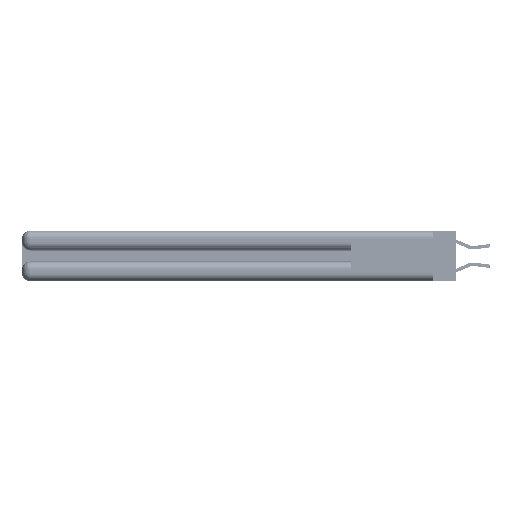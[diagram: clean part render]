
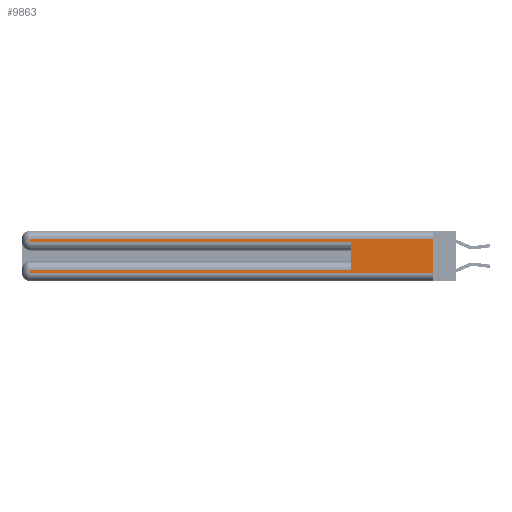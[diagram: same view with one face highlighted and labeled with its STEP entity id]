
A CAD part, left-side view. The second image highlights one B-rep face of the part: STEP entity #9863.
In plain terms, the highlighted planar face has unit normal (-1, 0, 0).
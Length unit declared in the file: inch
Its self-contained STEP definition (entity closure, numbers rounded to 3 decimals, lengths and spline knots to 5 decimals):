
#156 = VECTOR ( 'NONE', #5466, 39.37008 ) ;
#604 = CARTESIAN_POINT ( 'NONE',  ( 0., 2.94, 0.31 ) ) ;
#2152 = ORIENTED_EDGE ( 'NONE', *, *, #26041, .F. ) ;
#2503 = VERTEX_POINT ( 'NONE', #8757 ) ;
#2580 = EDGE_CURVE ( 'NONE', #32743, #10213, #19825, .T. ) ;
#3504 = EDGE_LOOP ( 'NONE', ( #2152, #4860, #14022, #24772, #34024, #23153, #6510, #37283 ) ) ;
#4279 = CARTESIAN_POINT ( 'NONE',  ( 0., 0.6, 0.085 ) ) ;
#4312 = VERTEX_POINT ( 'NONE', #604 ) ;
#4860 = ORIENTED_EDGE ( 'NONE', *, *, #22694, .T. ) ;
#4944 = LINE ( 'NONE', #11052, #27710 ) ;
#5283 = VERTEX_POINT ( 'NONE', #22945 ) ;
#5466 = DIRECTION ( 'NONE',  ( 0., 0., 1. ) ) ;
#5877 = EDGE_CURVE ( 'NONE', #4312, #5283, #26684, .T. ) ;
#5903 = AXIS2_PLACEMENT_3D ( 'NONE', #13237, #24511, #21454 ) ;
#6476 = EDGE_CURVE ( 'NONE', #10213, #15660, #26360, .T. ) ;
#6504 = CARTESIAN_POINT ( 'NONE',  ( 0., 0., 0.37 ) ) ;
#6510 = ORIENTED_EDGE ( 'NONE', *, *, #6476, .T. ) ;
#7106 = VECTOR ( 'NONE', #14095, 39.37008 ) ;
#7785 = DIRECTION ( 'NONE',  ( 0., -1., 0. ) ) ;
#7820 = EDGE_CURVE ( 'NONE', #32743, #32088, #37137, .T. ) ;
#7878 = EDGE_CURVE ( 'NONE', #15660, #23937, #13511, .T. ) ;
#8757 = CARTESIAN_POINT ( 'NONE',  ( 0., 0., 0.31 ) ) ;
#9246 = VECTOR ( 'NONE', #37269, 39.37008 ) ;
#9863 = ADVANCED_FACE ( 'NONE', ( #27715 ), #33240, .F. ) ;
#10213 = VERTEX_POINT ( 'NONE', #11501 ) ;
#11052 = CARTESIAN_POINT ( 'NONE',  ( 0., 0., 0.285 ) ) ;
#11501 = CARTESIAN_POINT ( 'NONE',  ( 0., 2.94, 0.085 ) ) ;
#12231 = DIRECTION ( 'NONE',  ( 0., 0., -1. ) ) ;
#13237 = CARTESIAN_POINT ( 'NONE',  ( 0., 0., 0.37 ) ) ;
#13511 = LINE ( 'NONE', #28172, #22698 ) ;
#13883 = CARTESIAN_POINT ( 'NONE',  ( 0., 0.6, 0.145 ) ) ;
#14022 = ORIENTED_EDGE ( 'NONE', *, *, #5877, .T. ) ;
#14095 = DIRECTION ( 'NONE',  ( 0., 1., 0. ) ) ;
#15173 = LINE ( 'NONE', #26809, #23383 ) ;
#15660 = VERTEX_POINT ( 'NONE', #28701 ) ;
#16421 = EDGE_CURVE ( 'NONE', #5283, #32088, #4944, .T. ) ;
#16575 = DIRECTION ( 'NONE',  ( 0., -1., 0. ) ) ;
#19825 = LINE ( 'NONE', #31440, #7106 ) ;
#20958 = CARTESIAN_POINT ( 'NONE',  ( 0., 2.94, 0.37 ) ) ;
#21454 = DIRECTION ( 'NONE',  ( 0., 0., -1. ) ) ;
#22694 = EDGE_CURVE ( 'NONE', #2503, #4312, #15173, .T. ) ;
#22698 = VECTOR ( 'NONE', #7785, 39.37008 ) ;
#22945 = CARTESIAN_POINT ( 'NONE',  ( 0., 2.94, 0.285 ) ) ;
#23153 = ORIENTED_EDGE ( 'NONE', *, *, #2580, .T. ) ;
#23383 = VECTOR ( 'NONE', #35751, 39.37008 ) ;
#23937 = VERTEX_POINT ( 'NONE', #25733 ) ;
#24351 = CARTESIAN_POINT ( 'NONE',  ( 0., 0.6, 0.285 ) ) ;
#24511 = DIRECTION ( 'NONE',  ( 1., 0., 0. ) ) ;
#24772 = ORIENTED_EDGE ( 'NONE', *, *, #16421, .T. ) ;
#25733 = CARTESIAN_POINT ( 'NONE',  ( 0., 0., 0.06 ) ) ;
#26041 = EDGE_CURVE ( 'NONE', #2503, #23937, #35854, .T. ) ;
#26360 = LINE ( 'NONE', #32449, #9246 ) ;
#26684 = LINE ( 'NONE', #20958, #29771 ) ;
#26809 = CARTESIAN_POINT ( 'NONE',  ( 0., 0., 0.31 ) ) ;
#27710 = VECTOR ( 'NONE', #16575, 39.37008 ) ;
#27715 = FACE_OUTER_BOUND ( 'NONE', #3504, .T. ) ;
#28172 = CARTESIAN_POINT ( 'NONE',  ( 0., 0., 0.06 ) ) ;
#28701 = CARTESIAN_POINT ( 'NONE',  ( 0., 2.94, 0.06 ) ) ;
#29771 = VECTOR ( 'NONE', #32579, 39.37008 ) ;
#31095 = VECTOR ( 'NONE', #12231, 39.37008 ) ;
#31440 = CARTESIAN_POINT ( 'NONE',  ( 0., 0., 0.085 ) ) ;
#32088 = VERTEX_POINT ( 'NONE', #24351 ) ;
#32449 = CARTESIAN_POINT ( 'NONE',  ( 0., 2.94, 0.37 ) ) ;
#32579 = DIRECTION ( 'NONE',  ( 0., 0., -1. ) ) ;
#32743 = VERTEX_POINT ( 'NONE', #4279 ) ;
#33240 = PLANE ( 'NONE',  #5903 ) ;
#34024 = ORIENTED_EDGE ( 'NONE', *, *, #7820, .F. ) ;
#35751 = DIRECTION ( 'NONE',  ( 0., 1., 0. ) ) ;
#35854 = LINE ( 'NONE', #6504, #31095 ) ;
#37137 = LINE ( 'NONE', #13883, #156 ) ;
#37269 = DIRECTION ( 'NONE',  ( 0., 0., -1. ) ) ;
#37283 = ORIENTED_EDGE ( 'NONE', *, *, #7878, .T. ) ;
